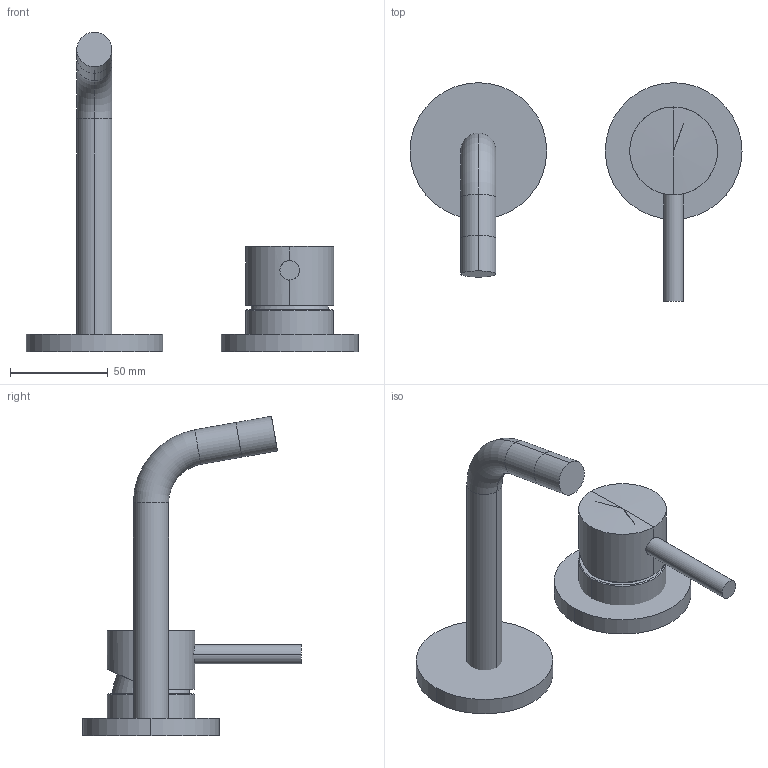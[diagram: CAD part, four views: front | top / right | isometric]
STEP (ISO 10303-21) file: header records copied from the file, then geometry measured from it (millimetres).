
FILE_DESCRIPTION((''),'2;1');
FILE_NAME('LIG006CR70','2021-01-14T14:13:35',('ut3'),('PAFFONI SpA'),'CREO PARAMETRIC BY PTC INC, 2020044','CREO PARAMETRIC BY PTC INC, 2020044','');
FILE_SCHEMA(('CONFIG_CONTROL_DESIGN','SHAPE_APPEARANCE_LAYERS_GROUPS'));
Length unit declared in the file: millimetre
Products named in the file (1): LIG006CR70
Bounding box: 170 x 112 x 163.58 mm (x, y, z)
Surface area: 51963.5 mm2 (no closed solid volume)
Topology: 0 solids, 10 shells, 47 faces, 104 edges, 65 vertices
Faces by surface type: cylinder 23, plane 14, cone 4, bspline 2, sphere 2, torus 2
Entity records: 1822 total; most frequent: CARTESIAN_POINT 396, DIRECTION 243, ORIENTED_EDGE 184, AXIS2_PLACEMENT_3D 106, EDGE_CURVE 102, VERTEX_POINT 65, CIRCLE 61, EDGE_LOOP 47
